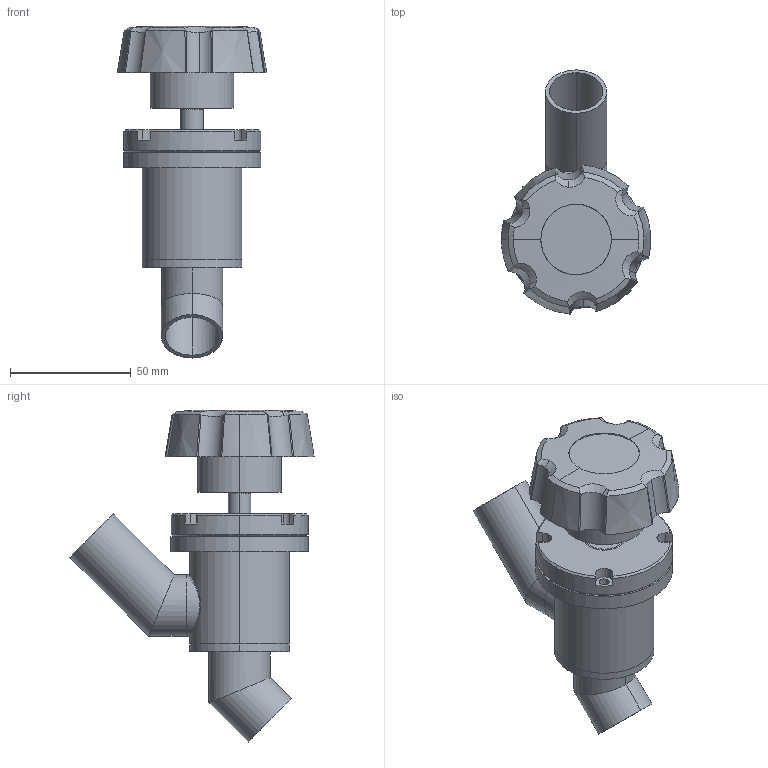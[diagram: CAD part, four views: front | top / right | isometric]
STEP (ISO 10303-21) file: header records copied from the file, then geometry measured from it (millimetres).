
FILE_DESCRIPTION (( 'STEP AP214' ), '1' );
FILE_NAME ('TL-100-H_INLINE_VALVE_MODEL_T.STEP', '2020-04-11T04:54:40', ( 'admin' ), ( 'Microsoft' ), 'SwSTEP 2.0', 'SolidWorks 2016', '' );
FILE_SCHEMA (( 'AUTOMOTIVE_DESIGN' ));
Length unit declared in the file: inch
Products named in the file (1): TL-100-H_INLINE_VALVE_MODEL_T
Bounding box: 61.88 x 101.2 x 137.52 mm (x, y, z)
Volume: 91496.9 mm3; surface area: 66427.7 mm2
Topology: 10 solids, 10 shells, 293 faces, 755 edges, 499 vertices
Faces by surface type: cylinder 123, plane 86, cone 65, bspline 18, sphere 1
Entity records: 11497 total; most frequent: CARTESIAN_POINT 4402, ORIENTED_EDGE 1510, DIRECTION 1364, EDGE_CURVE 755, AXIS2_PLACEMENT_3D 553, VERTEX_POINT 499, EDGE_LOOP 344, FACE_OUTER_BOUND 293
